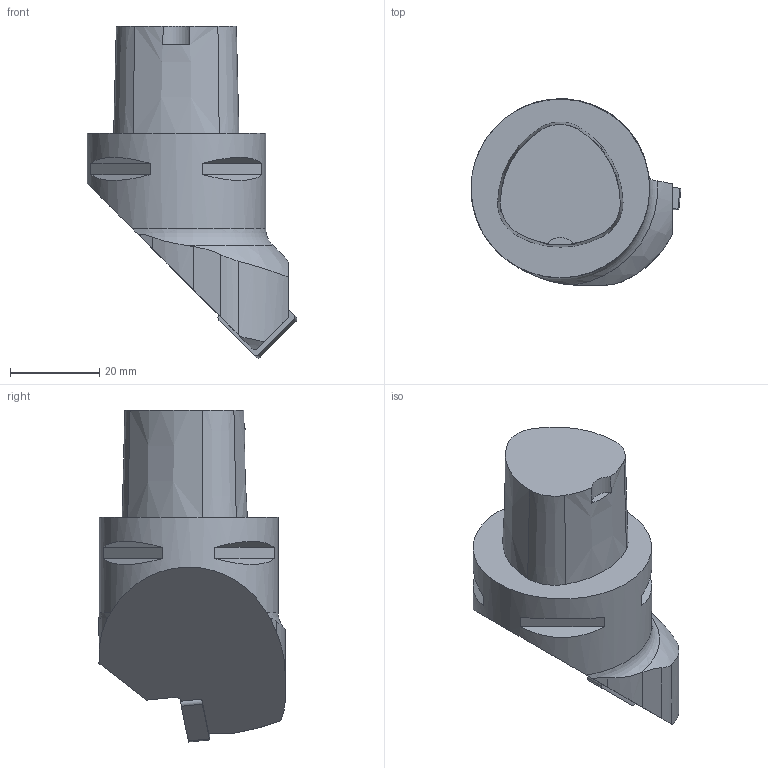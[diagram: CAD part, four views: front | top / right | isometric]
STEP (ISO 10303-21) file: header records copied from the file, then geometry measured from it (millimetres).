
FILE_DESCRIPTION(/* description */ (''),/* implementation_level */ '2;1');
FILE_NAME(/* name */ '1567681032665.stp',/* time_stamp */ '2019-09-05T16:27:39+06:00',/* author */ (''),/* organization */ ('SMS'),/* preprocessor_version */ 'ST-DEVELOPER v15',/* originating_system */ 'SIEMENS PLM Software NX 8.5',/* authorisation */ '');
FILE_SCHEMA (('AUTOMOTIVE_DESIGN { 1 0 10303 214 3 1 1 1 }'));
Length unit declared in the file: millimetre
Products named in the file (4): IsoTurningInsert; ASSEMBLY_CONSTRUCTION; 201776714mod000_00; 201776713mod000_00
Assembly tree (3 placements, depth 2):
  201776713mod000_00
    201776714mod000_00
    ASSEMBLY_CONSTRUCTION
    IsoTurningInsert
Bounding box: 47 x 41.72 x 74.32 mm (x, y, z)
Volume: 53759.2 mm3; surface area: 10011.7 mm2
Topology: 2 solids, 2 shells, 66 faces, 168 edges, 118 vertices
Faces by surface type: plane 36, cylinder 20, cone 6, torus 3, bspline 1
Full cylindrical faces by diameter (mm): 5.156 x2, 40 x1
Entity records: 2260 total; most frequent: CARTESIAN_POINT 495, DIRECTION 358, ORIENTED_EDGE 320, EDGE_CURVE 160, AXIS2_PLACEMENT_3D 141, VERTEX_POINT 107, EDGE_LOOP 77, LINE 76
